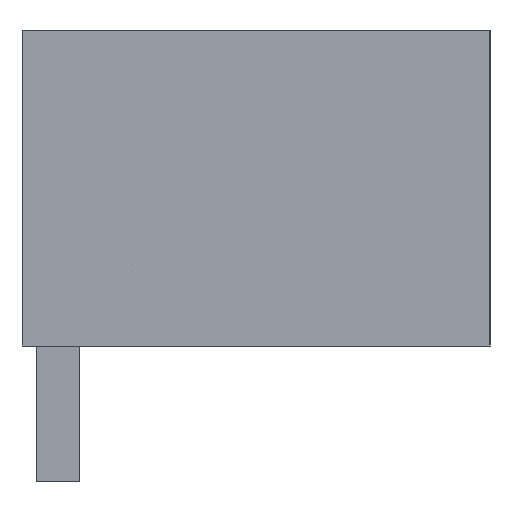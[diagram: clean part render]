
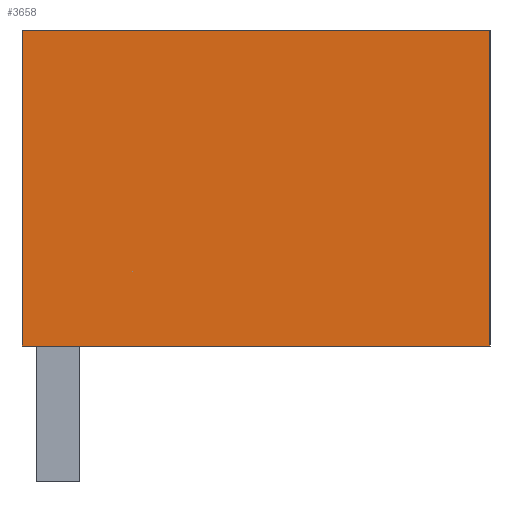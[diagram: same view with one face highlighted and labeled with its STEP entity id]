
A CAD part, left-side view. The second image highlights one B-rep face of the part: STEP entity #3658.
In plain terms, the highlighted planar face has unit normal (-1, 0, 0).
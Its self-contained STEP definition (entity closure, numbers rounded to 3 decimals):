
#3645=AXIS2_PLACEMENT_3D('Plane Axis2P3D',#3642,#3643,#3644) ;
#1130=CARTESIAN_POINT('Vertex',(0.,11.05,3.2)) ;
#1133=CARTESIAN_POINT('Line Origine',(0.,11.05,6.925)) ;
#1137=CARTESIAN_POINT('Vertex',(0.,11.05,10.65)) ;
#1463=CARTESIAN_POINT('Line Origine',(0.,5.525,3.2)) ;
#1467=CARTESIAN_POINT('Vertex',(0.,0.,3.2)) ;
#2867=CARTESIAN_POINT('Line Origine',(0.,5.525,10.65)) ;
#2871=CARTESIAN_POINT('Vertex',(0.,0.,10.65)) ;
#3642=CARTESIAN_POINT('Axis2P3D Location',(0.,11.05,0.)) ;
#3647=CARTESIAN_POINT('Line Origine',(0.,0.,6.925)) ;
#1134=DIRECTION('Vector Direction',(0.,0.,-1.)) ;
#1464=DIRECTION('Vector Direction',(0.,1.,0.)) ;
#2868=DIRECTION('Vector Direction',(0.,-1.,0.)) ;
#3643=DIRECTION('Axis2P3D Direction',(-1.,0.,0.)) ;
#3644=DIRECTION('Axis2P3D XDirection',(0.,-1.,0.)) ;
#3648=DIRECTION('Vector Direction',(0.,0.,1.)) ;
#1135=VECTOR('Line Direction',#1134,1.) ;
#1465=VECTOR('Line Direction',#1464,1.) ;
#2869=VECTOR('Line Direction',#2868,1.) ;
#3649=VECTOR('Line Direction',#3648,1.) ;
#3653=ORIENTED_EDGE('',*,*,#1139,.T.) ;
#3654=ORIENTED_EDGE('',*,*,#1469,.T.) ;
#3655=ORIENTED_EDGE('',*,*,#3651,.T.) ;
#3656=ORIENTED_EDGE('',*,*,#2873,.T.) ;
#3658=ADVANCED_FACE('HOUSING',(#3657),#3646,.T.) ;
#1139=EDGE_CURVE('',#1138,#1131,#1136,.T.) ;
#1469=EDGE_CURVE('',#1131,#1468,#1466,.F.) ;
#2873=EDGE_CURVE('',#2872,#1138,#2870,.F.) ;
#3651=EDGE_CURVE('',#1468,#2872,#3650,.T.) ;
#3652=EDGE_LOOP('',(#3653,#3654,#3655,#3656)) ;
#3657=FACE_OUTER_BOUND('',#3652,.T.) ;
#1136=LINE('Line',#1133,#1135) ;
#1466=LINE('Line',#1463,#1465) ;
#2870=LINE('Line',#2867,#2869) ;
#3650=LINE('Line',#3647,#3649) ;
#3646=PLANE('',#3645) ;
#1131=VERTEX_POINT('',#1130) ;
#1138=VERTEX_POINT('',#1137) ;
#1468=VERTEX_POINT('',#1467) ;
#2872=VERTEX_POINT('',#2871) ;
